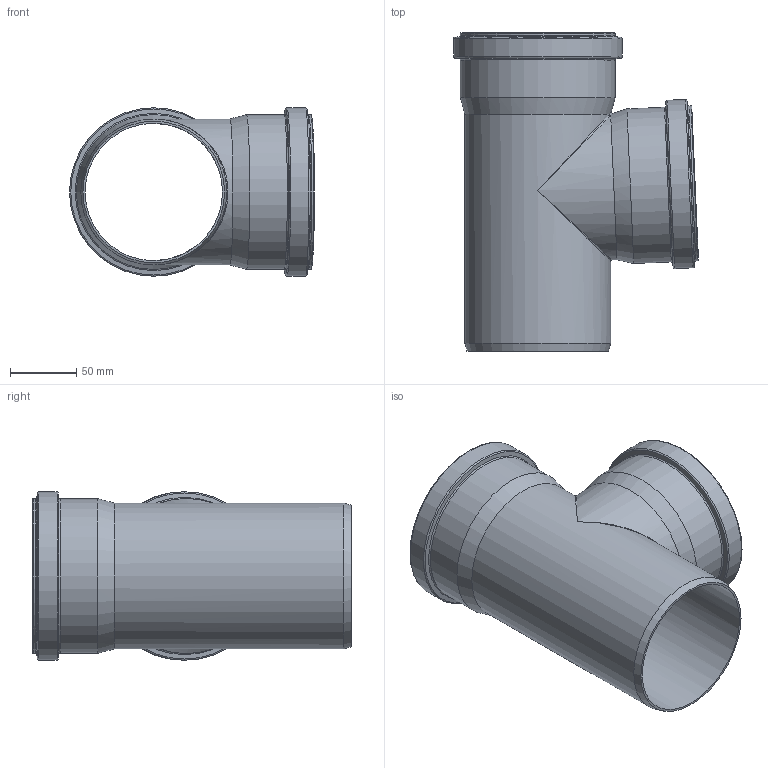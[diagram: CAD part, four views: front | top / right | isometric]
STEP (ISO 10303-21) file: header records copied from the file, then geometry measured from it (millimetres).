
FILE_DESCRIPTION(/* description */ (''),/* implementation_level */ '2;1');
FILE_NAME(/* name */ '220400 KGEA Abzweig DN_OD 110_110_87°.stp',/* time_stamp */ '2017-04-18T09:07:27+02:00',/* author */ ('user1'),/* organization */ (''),/* preprocessor_version */ 'ST-DEVELOPER v16.1',/* originating_system */ 'Autodesk Inventor 2016',/* authorisation */ '');
FILE_SCHEMA (('AUTOMOTIVE_DESIGN { 1 0 10303 214 3 1 1 }'));
Length unit declared in the file: millimetre
Products named in the file (1): 220400 KGEA Abzweig DN_OD 110_110_87°
Bounding box: 185 x 240.5 x 127.3 mm (x, y, z)
Volume: 339626.4 mm3; surface area: 217092.3 mm2
Topology: 1 solids, 1 shells, 60 faces, 131 edges, 70 vertices
Faces by surface type: torus 20, cylinder 18, cone 13, plane 5, bspline 4
Full cylindrical faces by diameter (mm): 103.8 x2, 110.2 x1, 110.7 x2, 111 x4, 116.9 x2, 117.2 x2, 121.1 x2, 127.3 x2
Entity records: 1528 total; most frequent: CARTESIAN_POINT 439, DIRECTION 240, ORIENTED_EDGE 142, AXIS2_PLACEMENT_3D 120, EDGE_LOOP 116, EDGE_CURVE 71, VERTEX_POINT 65, FACE_OUTER_BOUND 60
